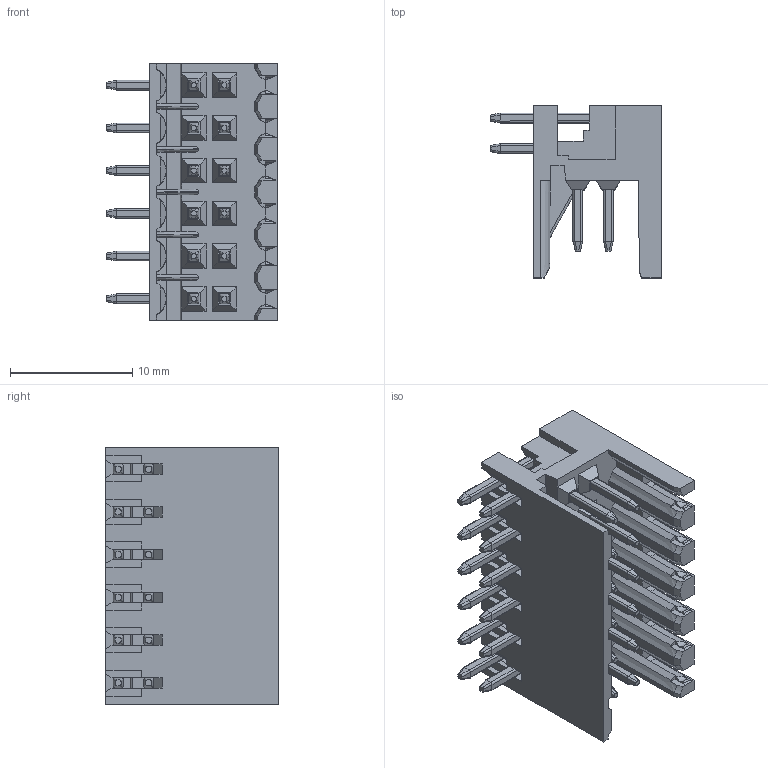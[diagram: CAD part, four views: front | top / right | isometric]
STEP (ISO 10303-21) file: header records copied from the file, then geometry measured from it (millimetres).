
FILE_DESCRIPTION( ('This file contains a STEP AP42 implementation' ,'as created by ZW3D STEP Interface translator.') ,'2;1' );
FILE_NAME( 'WJ15EDGRHS-THR-3.5-2x06P.stp' ,'221212.114834', (''), ('ZWCAD Software Co.'), 'Version 1.0', 'ZW3D to STEP translator', '' );
FILE_SCHEMA(('AUTOMOTIVE_DESIGN { 1 0 10303 214 1 1 1 1 }'));
Length unit declared in the file: millimetre
Products named in the file (2): 0; WJ15EDGRHSC-3.5-2x06P-1YY-00N
Bounding box: 14 x 14.1 x 21 mm (x, y, z)
Volume: 1305.2 mm3; surface area: 3225.3 mm2
Topology: 13 solids, 13 shells, 1195 faces, 3097 edges, 1957 vertices
Faces by surface type: plane 867, bspline 214, cylinder 84, cone 30
Entity records: 40192 total; most frequent: CARTESIAN_POINT 11613, ORIENTED_EDGE 6194, DIRECTION 4791, EDGE_CURVE 3097, VECTOR 2423, LINE 2423, VERTEX_POINT 1957, EDGE_LOOP 1248
